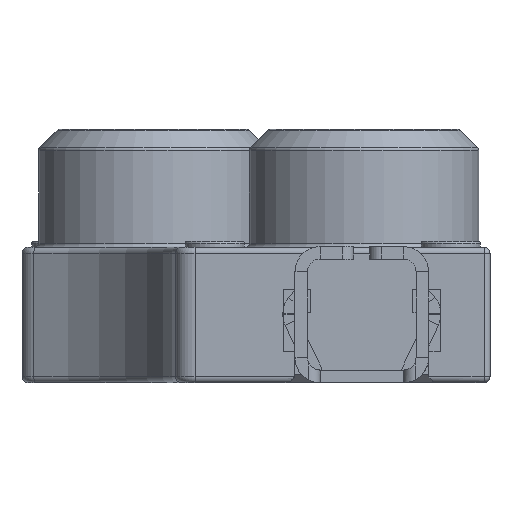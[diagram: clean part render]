
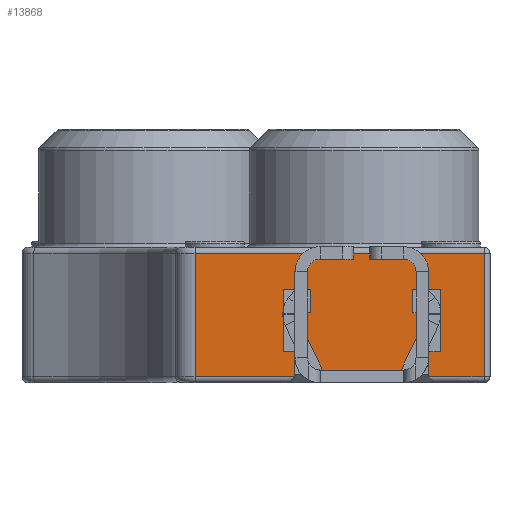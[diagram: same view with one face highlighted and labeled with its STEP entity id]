
A CAD part, left-side view. The second image highlights one B-rep face of the part: STEP entity #13868.
In plain terms, the highlighted planar face has unit normal (-1, 0, 0).
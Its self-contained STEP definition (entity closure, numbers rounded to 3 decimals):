
#711=PLANE('',#15181);
#2230=FACE_OUTER_BOUND('',#3148,.T.);
#3148=EDGE_LOOP('',(#12492,#12493,#12494,#12495,#12496,#12497,#12498,#12499,
#12500,#12501,#12502,#12503,#12504,#12505,#12506,#12507,#12508,#12509,#12510,
#12511));
#3955=LINE('',#33823,#4858);
#3961=LINE('',#33875,#4864);
#3964=LINE('',#33889,#4867);
#3969=LINE('',#33914,#4872);
#4001=LINE('',#34019,#4904);
#4002=LINE('',#34022,#4905);
#4003=LINE('',#34024,#4906);
#4004=LINE('',#34026,#4907);
#4005=LINE('',#34028,#4908);
#4006=LINE('',#34030,#4909);
#4007=LINE('',#34032,#4910);
#4008=LINE('',#34034,#4911);
#4009=LINE('',#34036,#4912);
#4010=LINE('',#34038,#4913);
#4011=LINE('',#34040,#4914);
#4012=LINE('',#34042,#4915);
#4013=LINE('',#34044,#4916);
#4014=LINE('',#34046,#4917);
#4015=LINE('',#34048,#4918);
#4016=LINE('',#34049,#4919);
#4858=VECTOR('',#18308,10.);
#4864=VECTOR('',#18380,10.);
#4867=VECTOR('',#18399,10.);
#4872=VECTOR('',#18434,10.);
#4904=VECTOR('',#18522,10.);
#4905=VECTOR('',#18525,10.);
#4906=VECTOR('',#18526,10.);
#4907=VECTOR('',#18527,10.);
#4908=VECTOR('',#18528,10.);
#4909=VECTOR('',#18529,10.);
#4910=VECTOR('',#18530,10.);
#4911=VECTOR('',#18531,10.);
#4912=VECTOR('',#18532,10.);
#4913=VECTOR('',#18533,10.);
#4914=VECTOR('',#18534,10.);
#4915=VECTOR('',#18535,10.);
#4916=VECTOR('',#18536,10.);
#4917=VECTOR('',#18537,10.);
#4918=VECTOR('',#18538,10.);
#4919=VECTOR('',#18539,10.);
#6562=VERTEX_POINT('',#33820);
#6563=VERTEX_POINT('',#33822);
#6572=VERTEX_POINT('',#33861);
#6574=VERTEX_POINT('',#33867);
#6576=VERTEX_POINT('',#33873);
#6584=VERTEX_POINT('',#33910);
#6590=VERTEX_POINT('',#34021);
#6591=VERTEX_POINT('',#34023);
#6592=VERTEX_POINT('',#34025);
#6593=VERTEX_POINT('',#34027);
#6594=VERTEX_POINT('',#34029);
#6595=VERTEX_POINT('',#34031);
#6596=VERTEX_POINT('',#34033);
#6597=VERTEX_POINT('',#34035);
#6598=VERTEX_POINT('',#34037);
#6599=VERTEX_POINT('',#34039);
#6600=VERTEX_POINT('',#34041);
#6601=VERTEX_POINT('',#34043);
#6602=VERTEX_POINT('',#34045);
#6603=VERTEX_POINT('',#34047);
#8499=EDGE_CURVE('',#6562,#6563,#3955,.T.);
#8526=EDGE_CURVE('',#6574,#6576,#3961,.T.);
#8533=EDGE_CURVE('',#6572,#6574,#3964,.T.);
#8546=EDGE_CURVE('',#6584,#6572,#3969,.T.);
#8582=EDGE_CURVE('',#6563,#6584,#4001,.T.);
#8583=EDGE_CURVE('',#6562,#6590,#4002,.T.);
#8584=EDGE_CURVE('',#6590,#6591,#4003,.T.);
#8585=EDGE_CURVE('',#6591,#6592,#4004,.T.);
#8586=EDGE_CURVE('',#6592,#6593,#4005,.T.);
#8587=EDGE_CURVE('',#6593,#6594,#4006,.T.);
#8588=EDGE_CURVE('',#6594,#6595,#4007,.T.);
#8589=EDGE_CURVE('',#6595,#6596,#4008,.T.);
#8590=EDGE_CURVE('',#6596,#6597,#4009,.T.);
#8591=EDGE_CURVE('',#6597,#6598,#4010,.T.);
#8592=EDGE_CURVE('',#6598,#6599,#4011,.T.);
#8593=EDGE_CURVE('',#6599,#6600,#4012,.T.);
#8594=EDGE_CURVE('',#6600,#6601,#4013,.T.);
#8595=EDGE_CURVE('',#6601,#6602,#4014,.T.);
#8596=EDGE_CURVE('',#6602,#6603,#4015,.T.);
#8597=EDGE_CURVE('',#6603,#6576,#4016,.T.);
#12492=ORIENTED_EDGE('',*,*,#8546,.F.);
#12493=ORIENTED_EDGE('',*,*,#8582,.F.);
#12494=ORIENTED_EDGE('',*,*,#8499,.F.);
#12495=ORIENTED_EDGE('',*,*,#8583,.T.);
#12496=ORIENTED_EDGE('',*,*,#8584,.T.);
#12497=ORIENTED_EDGE('',*,*,#8585,.T.);
#12498=ORIENTED_EDGE('',*,*,#8586,.T.);
#12499=ORIENTED_EDGE('',*,*,#8587,.T.);
#12500=ORIENTED_EDGE('',*,*,#8588,.T.);
#12501=ORIENTED_EDGE('',*,*,#8589,.T.);
#12502=ORIENTED_EDGE('',*,*,#8590,.T.);
#12503=ORIENTED_EDGE('',*,*,#8591,.T.);
#12504=ORIENTED_EDGE('',*,*,#8592,.T.);
#12505=ORIENTED_EDGE('',*,*,#8593,.T.);
#12506=ORIENTED_EDGE('',*,*,#8594,.T.);
#12507=ORIENTED_EDGE('',*,*,#8595,.T.);
#12508=ORIENTED_EDGE('',*,*,#8596,.T.);
#12509=ORIENTED_EDGE('',*,*,#8597,.T.);
#12510=ORIENTED_EDGE('',*,*,#8526,.F.);
#12511=ORIENTED_EDGE('',*,*,#8533,.F.);
#13868=ADVANCED_FACE('',(#2230),#711,.T.);
#15181=AXIS2_PLACEMENT_3D('',#34020,#18523,#18524);
#18308=DIRECTION('',(0.,1.,0.));
#18380=DIRECTION('',(0.,1.,0.));
#18399=DIRECTION('',(0.,0.,-1.));
#18434=DIRECTION('',(0.,-1.,0.));
#18522=DIRECTION('',(0.,0.,1.));
#18523=DIRECTION('center_axis',(-1.,0.,0.));
#18524=DIRECTION('ref_axis',(0.,-1.,0.));
#18525=DIRECTION('',(0.,0.,1.));
#18526=DIRECTION('',(0.,1.,0.));
#18527=DIRECTION('',(0.,0.,1.));
#18528=DIRECTION('',(0.,-1.,0.));
#18529=DIRECTION('',(0.,0.,-1.));
#18530=DIRECTION('',(0.,1.,0.));
#18531=DIRECTION('',(0.,-0.432,-0.902));
#18532=DIRECTION('',(0.,-1.,0.));
#18533=DIRECTION('',(0.,-0.432,0.902));
#18534=DIRECTION('',(0.,1.,0.));
#18535=DIRECTION('',(0.,0.,1.));
#18536=DIRECTION('',(0.,-1.,0.));
#18537=DIRECTION('',(0.,0.,-1.));
#18538=DIRECTION('',(0.,1.,0.));
#18539=DIRECTION('',(0.,0.,-1.));
#33820=CARTESIAN_POINT('',(-5.5,0.48,0.075));
#33822=CARTESIAN_POINT('',(-5.5,1.75,0.075));
#33823=CARTESIAN_POINT('',(-5.5,1.488,0.075));
#33861=CARTESIAN_POINT('',(-5.5,-1.925,1.645));
#33867=CARTESIAN_POINT('',(-5.5,-1.925,0.075));
#33873=CARTESIAN_POINT('',(-5.5,-1.22,0.075));
#33875=CARTESIAN_POINT('',(-5.5,1.488,0.075));
#33889=CARTESIAN_POINT('',(-5.5,-1.925,0.));
#33910=CARTESIAN_POINT('',(-5.5,1.75,1.645));
#33914=CARTESIAN_POINT('',(-5.5,1.488,1.645));
#34019=CARTESIAN_POINT('',(-5.5,1.75,0.));
#34020=CARTESIAN_POINT('Origin',(-5.5,2.,0.));
#34021=CARTESIAN_POINT('',(-5.5,0.48,0.4));
#34022=CARTESIAN_POINT('',(-5.5,0.48,0.));
#34023=CARTESIAN_POINT('',(-5.5,0.63,0.4));
#34024=CARTESIAN_POINT('',(-5.5,1.24,0.4));
#34025=CARTESIAN_POINT('',(-5.5,0.63,1.19));
#34026=CARTESIAN_POINT('',(-5.5,0.63,0.2));
#34027=CARTESIAN_POINT('',(-5.5,0.28,1.19));
#34028=CARTESIAN_POINT('',(-5.5,1.315,1.19));
#34029=CARTESIAN_POINT('',(-5.5,0.28,0.89));
#34030=CARTESIAN_POINT('',(-5.5,0.28,0.595));
#34031=CARTESIAN_POINT('',(-5.5,0.48,0.89));
#34032=CARTESIAN_POINT('',(-5.5,1.14,0.89));
#34033=CARTESIAN_POINT('',(-5.5,0.13,0.16));
#34034=CARTESIAN_POINT('',(-5.5,0.449,0.824));
#34035=CARTESIAN_POINT('',(-5.5,-0.87,0.16));
#34036=CARTESIAN_POINT('',(-5.5,1.065,0.16));
#34037=CARTESIAN_POINT('',(-5.5,-1.22,0.89));
#34038=CARTESIAN_POINT('',(-5.5,-0.571,-0.464));
#34039=CARTESIAN_POINT('',(-5.5,-1.02,0.89));
#34040=CARTESIAN_POINT('',(-5.5,0.39,0.89));
#34041=CARTESIAN_POINT('',(-5.5,-1.02,1.19));
#34042=CARTESIAN_POINT('',(-5.5,-1.02,0.445));
#34043=CARTESIAN_POINT('',(-5.5,-1.37,1.19));
#34044=CARTESIAN_POINT('',(-5.5,0.49,1.19));
#34045=CARTESIAN_POINT('',(-5.5,-1.37,0.4));
#34046=CARTESIAN_POINT('',(-5.5,-1.37,0.595));
#34047=CARTESIAN_POINT('',(-5.5,-1.22,0.4));
#34048=CARTESIAN_POINT('',(-5.5,0.315,0.4));
#34049=CARTESIAN_POINT('',(-5.5,-1.22,0.2));
